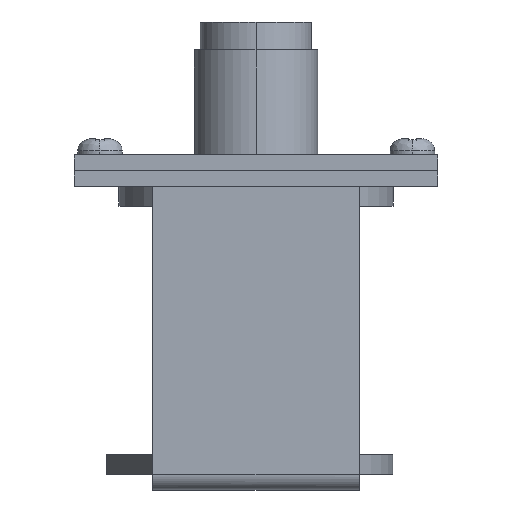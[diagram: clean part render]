
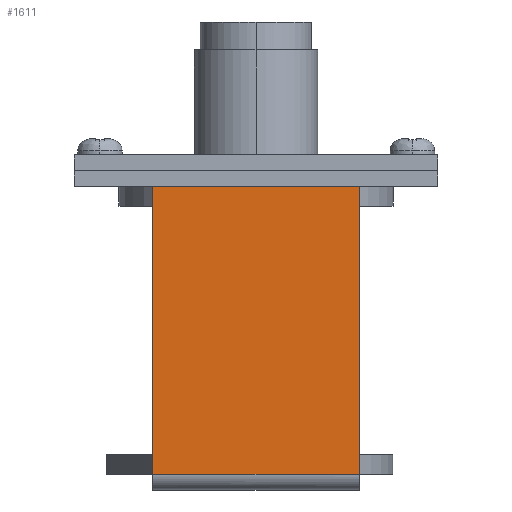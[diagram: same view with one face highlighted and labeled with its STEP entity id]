
A CAD part, left-side view. The second image highlights one B-rep face of the part: STEP entity #1611.
In plain terms, the highlighted free-form (B-spline) face has degree [1, 1] with [2, 2] control points.
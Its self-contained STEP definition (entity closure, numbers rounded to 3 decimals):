
#1068 = VERTEX_POINT('',#1069);
#1069 = CARTESIAN_POINT('',(-17.049,11.322,0.));
#1074 = EDGE_CURVE('',#1068,#1075,#1077,.T.);
#1075 = VERTEX_POINT('',#1076);
#1076 = CARTESIAN_POINT('',(-17.049,-11.322,0.));
#1077 = B_SPLINE_CURVE_WITH_KNOTS('',1,(#1078,#1079),.UNSPECIFIED.,.F.,
  .F.,(2,2),(0.,26.),.PIECEWISE_BEZIER_KNOTS.);
#1078 = CARTESIAN_POINT('',(-17.049,11.322,0.));
#1079 = CARTESIAN_POINT('',(-17.049,-11.322,0.));
#1611 = ADVANCED_FACE('',(#1612),#1634,.F.);
#1612 = FACE_BOUND('',#1613,.T.);
#1613 = EDGE_LOOP('',(#1614,#1621,#1628,#1633));
#1614 = ORIENTED_EDGE('',*,*,#1615,.F.);
#1615 = EDGE_CURVE('',#1616,#1068,#1618,.T.);
#1616 = VERTEX_POINT('',#1617);
#1617 = CARTESIAN_POINT('',(-17.049,11.322,
    -31.485));
#1618 = B_SPLINE_CURVE_WITH_KNOTS('',1,(#1619,#1620),.UNSPECIFIED.,.F.,
  .F.,(2,2),(2.,38.15),.PIECEWISE_BEZIER_KNOTS.);
#1619 = CARTESIAN_POINT('',(-17.049,11.322,
    -31.485));
#1620 = CARTESIAN_POINT('',(-17.049,11.322,0.));
#1621 = ORIENTED_EDGE('',*,*,#1622,.T.);
#1622 = EDGE_CURVE('',#1616,#1623,#1625,.T.);
#1623 = VERTEX_POINT('',#1624);
#1624 = CARTESIAN_POINT('',(-17.049,-11.322,
    -31.485));
#1625 = B_SPLINE_CURVE_WITH_KNOTS('',1,(#1626,#1627),.UNSPECIFIED.,.F.,
  .F.,(2,2),(0.,26.),.PIECEWISE_BEZIER_KNOTS.);
#1626 = CARTESIAN_POINT('',(-17.049,11.322,
    -31.485));
#1627 = CARTESIAN_POINT('',(-17.049,-11.322,
    -31.485));
#1628 = ORIENTED_EDGE('',*,*,#1629,.T.);
#1629 = EDGE_CURVE('',#1623,#1075,#1630,.T.);
#1630 = B_SPLINE_CURVE_WITH_KNOTS('',1,(#1631,#1632),.UNSPECIFIED.,.F.,
  .F.,(2,2),(2.,38.15),.PIECEWISE_BEZIER_KNOTS.);
#1631 = CARTESIAN_POINT('',(-17.049,-11.322,
    -31.485));
#1632 = CARTESIAN_POINT('',(-17.049,-11.322,0.));
#1633 = ORIENTED_EDGE('',*,*,#1074,.F.);
#1634 = B_SPLINE_SURFACE_WITH_KNOTS('',1,1,(
    (#1635,#1636)
    ,(#1637,#1638
    )),.UNSPECIFIED.,.F.,.F.,.F.,(2,2),(2,2),(-38.15,-2.),(-26.,0.),
  .PIECEWISE_BEZIER_KNOTS.);
#1635 = CARTESIAN_POINT('',(-17.049,-11.322,0.));
#1636 = CARTESIAN_POINT('',(-17.049,11.322,0.));
#1637 = CARTESIAN_POINT('',(-17.049,-11.322,
    -31.485));
#1638 = CARTESIAN_POINT('',(-17.049,11.322,
    -31.485));
